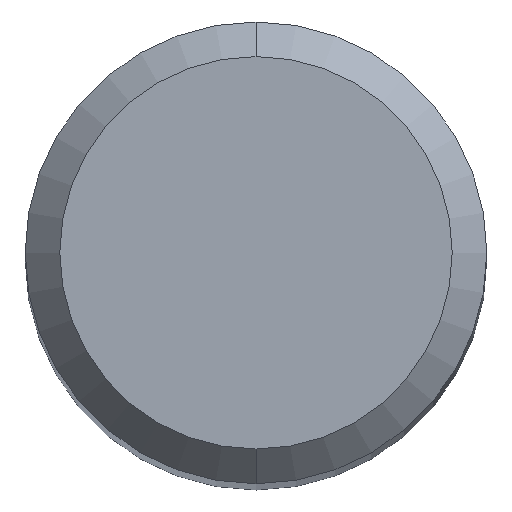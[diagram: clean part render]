
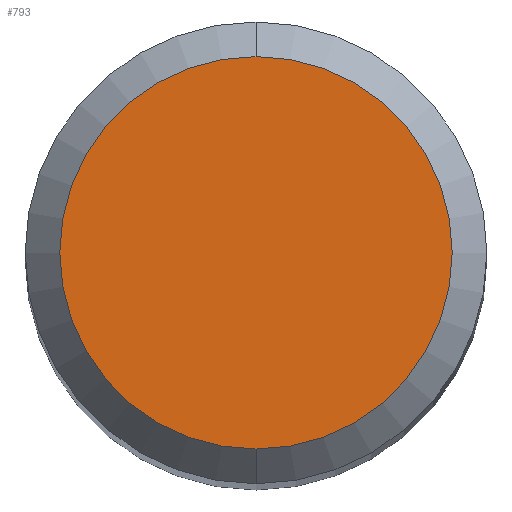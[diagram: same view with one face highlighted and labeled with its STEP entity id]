
A CAD part, top view. The second image highlights one B-rep face of the part: STEP entity #793.
In plain terms, the highlighted planar face has unit normal (0, 0, 1).
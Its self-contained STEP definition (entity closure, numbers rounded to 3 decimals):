
#793=ADVANCED_FACE('',(#1510),#1511,.T.);
#929=EDGE_CURVE('',#939,#1021,#1659,.T.);
#935=EDGE_CURVE('',#1021,#939,#1665,.T.);
#939=VERTEX_POINT('',#1669);
#1021=VERTEX_POINT('',#1761);
#1510=FACE_OUTER_BOUND('',#4606,.T.);
#1511=PLANE('',#4607);
#1659=CIRCLE('',#5195,1.7);
#1665=CIRCLE('',#5203,1.7);
#1669=CARTESIAN_POINT('',(0.0,1.7,0.0));
#1761=CARTESIAN_POINT('',(0.,-1.7,0.0));
#4606=EDGE_LOOP('',(#5932,#5933));
#4607=AXIS2_PLACEMENT_3D('',#5934,#5935,#5936);
#5195=AXIS2_PLACEMENT_3D('',#6111,#6112,#6113);
#5203=AXIS2_PLACEMENT_3D('',#6117,#6118,#6119);
#5932=ORIENTED_EDGE('',*,*,#929,.F.);
#5933=ORIENTED_EDGE('',*,*,#935,.F.);
#5934=CARTESIAN_POINT('',(0.0,0.85,0.0));
#5935=DIRECTION('',(-0.0,0.0,1.0));
#5936=DIRECTION('',(0.0,-1.0,0.0));
#6111=CARTESIAN_POINT('',(0.0,0.0,0.0));
#6112=DIRECTION('',(0.0,0.0,-1.0));
#6113=DIRECTION('',(0.0,1.0,0.0));
#6117=CARTESIAN_POINT('',(0.0,0.0,0.0));
#6118=DIRECTION('',(0.0,0.0,-1.0));
#6119=DIRECTION('',(0.0,1.0,0.0));
